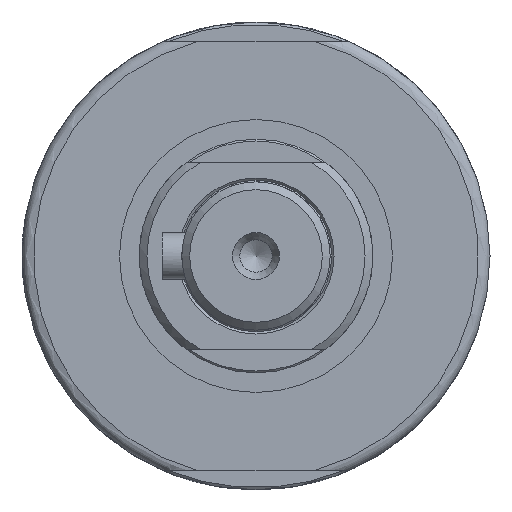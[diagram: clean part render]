
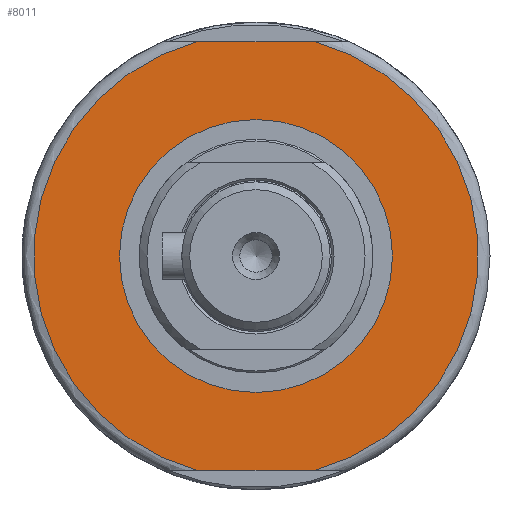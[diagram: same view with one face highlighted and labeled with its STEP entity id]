
A CAD part, left-side view. The second image highlights one B-rep face of the part: STEP entity #8011.
In plain terms, the highlighted planar face has unit normal (-1, 0, 0).
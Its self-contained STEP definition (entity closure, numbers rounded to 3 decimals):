
#72=FACE_BOUND('',#2580,.T.);
#784=LINE('',#13500,#1263);
#785=LINE('',#13501,#1264);
#1263=VECTOR('',#10983,10.);
#1264=VECTOR('',#10984,10.);
#2076=FACE_OUTER_BOUND('',#2579,.T.);
#2579=EDGE_LOOP('',(#6495,#6496,#6497,#6498));
#2580=EDGE_LOOP('',(#6499,#6500));
#3195=CIRCLE('',#8977,17.5);
#3196=CIRCLE('',#8978,17.5);
#3206=CIRCLE('',#8991,28.5);
#3209=CIRCLE('',#8995,28.5);
#3773=VERTEX_POINT('',#13402);
#3774=VERTEX_POINT('',#13404);
#3785=VERTEX_POINT('',#13431);
#3786=VERTEX_POINT('',#13446);
#3788=VERTEX_POINT('',#13465);
#3791=VERTEX_POINT('',#13483);
#4728=EDGE_CURVE('',#3774,#3773,#3195,.T.);
#4729=EDGE_CURVE('',#3773,#3774,#3196,.T.);
#4742=EDGE_CURVE('',#3785,#3786,#3206,.T.);
#4748=EDGE_CURVE('',#3791,#3788,#3209,.T.);
#4749=EDGE_CURVE('',#3785,#3788,#784,.T.);
#4750=EDGE_CURVE('',#3791,#3786,#785,.T.);
#6495=ORIENTED_EDGE('',*,*,#4749,.T.);
#6496=ORIENTED_EDGE('',*,*,#4748,.F.);
#6497=ORIENTED_EDGE('',*,*,#4750,.T.);
#6498=ORIENTED_EDGE('',*,*,#4742,.F.);
#6499=ORIENTED_EDGE('',*,*,#4728,.T.);
#6500=ORIENTED_EDGE('',*,*,#4729,.T.);
#7587=PLANE('',#8996);
#8011=ADVANCED_FACE('',(#2076,#72),#7587,.T.);
#8977=AXIS2_PLACEMENT_3D('',#13405,#10941,#10942);
#8978=AXIS2_PLACEMENT_3D('',#13406,#10943,#10944);
#8991=AXIS2_PLACEMENT_3D('',#13447,#10971,#10972);
#8995=AXIS2_PLACEMENT_3D('',#13498,#10979,#10980);
#8996=AXIS2_PLACEMENT_3D('',#13499,#10981,#10982);
#10941=DIRECTION('center_axis',(1.,0.,0.));
#10942=DIRECTION('ref_axis',(0.,-1.,0.));
#10943=DIRECTION('center_axis',(1.,0.,0.));
#10944=DIRECTION('ref_axis',(0.,-1.,0.));
#10971=DIRECTION('center_axis',(1.,0.,0.));
#10972=DIRECTION('ref_axis',(0.,-1.,0.));
#10979=DIRECTION('center_axis',(1.,0.,0.));
#10980=DIRECTION('ref_axis',(0.,-1.,0.));
#10981=DIRECTION('center_axis',(-1.,0.,0.));
#10982=DIRECTION('ref_axis',(0.,0.,
-1.));
#10983=DIRECTION('',(0.,-1.,0.));
#10984=DIRECTION('',(0.,1.,0.));
#13402=CARTESIAN_POINT('',(-168.5,17.5,0.));
#13404=CARTESIAN_POINT('',(-168.5,-17.5,0.));
#13405=CARTESIAN_POINT('Origin',(-168.5,0.,
0.));
#13406=CARTESIAN_POINT('Origin',(-168.5,0.,
0.));
#13431=CARTESIAN_POINT('',(-168.5,7.483,-27.5));
#13446=CARTESIAN_POINT('',(-168.5,7.483,27.5));
#13447=CARTESIAN_POINT('Origin',(-168.5,0.,
0.));
#13465=CARTESIAN_POINT('',(-168.5,-7.483,-27.5));
#13483=CARTESIAN_POINT('',(-168.5,-7.483,27.5));
#13498=CARTESIAN_POINT('Origin',(-168.5,0.,
0.));
#13499=CARTESIAN_POINT('Origin',(-168.5,-23.,0.));
#13500=CARTESIAN_POINT('',(-168.5,-24.063,-27.5));
#13501=CARTESIAN_POINT('',(-168.5,1.553,27.5));
